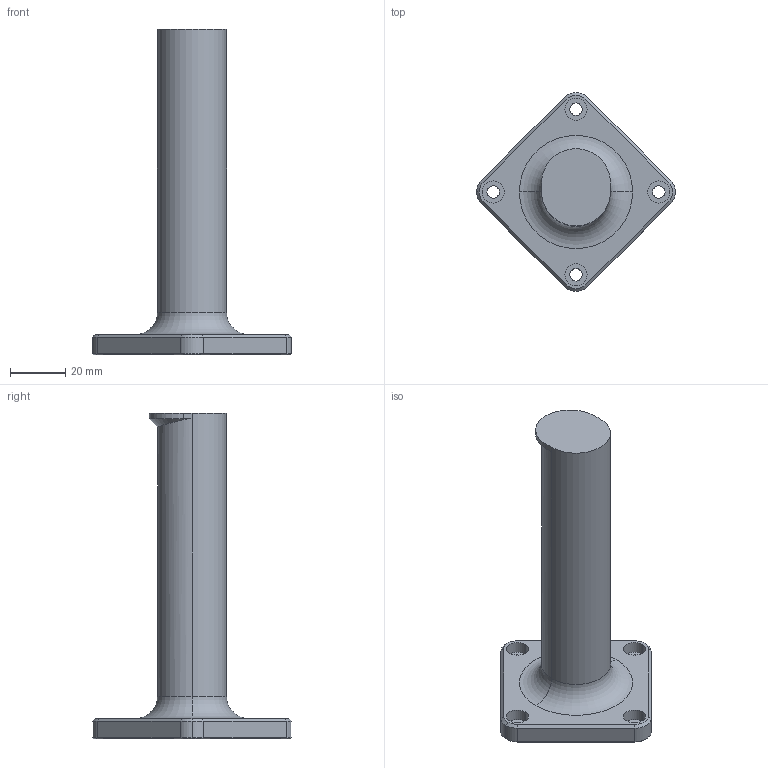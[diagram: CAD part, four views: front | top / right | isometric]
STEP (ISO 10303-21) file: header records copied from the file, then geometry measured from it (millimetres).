
FILE_DESCRIPTION (( 'STEP AP203' ), '1' );
FILE_NAME ('pr2116_U1_Spool_Holder_RevA.STEP', '2023-08-17T17:31:08', ( '' ), ( '' ), 'SwSTEP 2.0', 'SolidWorks 2022', '' );
FILE_SCHEMA (( 'CONFIG_CONTROL_DESIGN' ));
Length unit declared in the file: millimetre
Products named in the file (1): pr2116_U1_Spool_Holder_RevA
Bounding box: 72 x 71.95 x 118 mm (x, y, z)
Volume: 76232.6 mm3; surface area: 16277.1 mm2
Topology: 1 solids, 1 shells, 82 faces, 187 edges, 114 vertices
Faces by surface type: plane 36, cylinder 25, cone 19, torus 2
Entity records: 2424 total; most frequent: CARTESIAN_POINT 437, DIRECTION 421, ORIENTED_EDGE 374, EDGE_CURVE 187, AXIS2_PLACEMENT_3D 154, VERTEX_POINT 114, VECTOR 113, LINE 113
